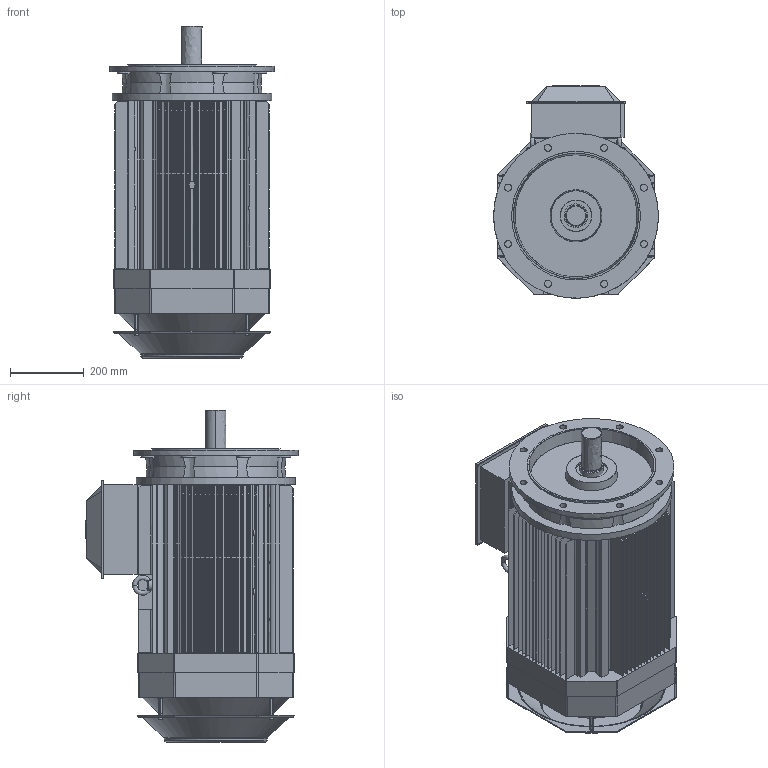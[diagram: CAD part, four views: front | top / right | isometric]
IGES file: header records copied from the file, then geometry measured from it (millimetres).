
Global section: file name: RIVET_NUTgjdfgdirgu123563_new.igs; preprocessor: I-DEAS 3D IGES Translator 16; date: 20150714.120022; units: millimetre
Bounding box: 448 x 577.4 x 902.7 mm (x, y, z)
Surface area: 4977950.6 mm2 (no closed solid volume)
Topology: 0 solids, 0 shells, 1777 faces, 15179 edges, 18977 vertices
Faces by surface type: bspline 1777
